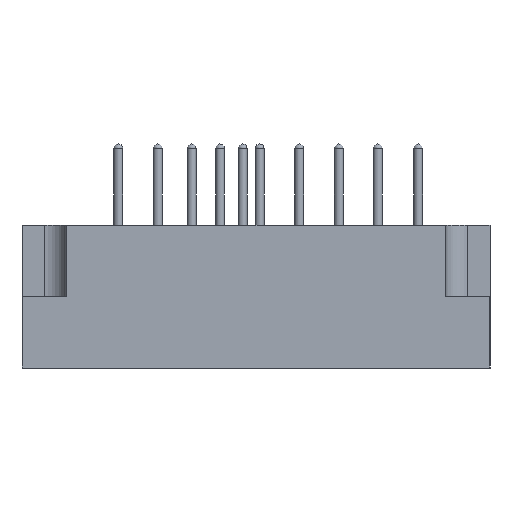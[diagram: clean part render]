
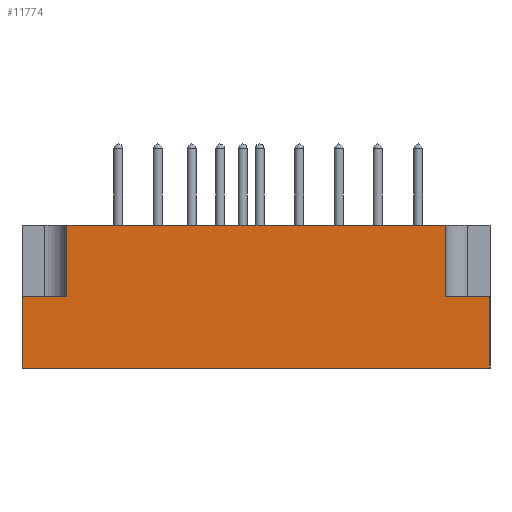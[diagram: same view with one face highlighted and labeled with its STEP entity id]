
A CAD part, left-side view. The second image highlights one B-rep face of the part: STEP entity #11774.
In plain terms, the highlighted planar face has unit normal (-1, 0, 0).
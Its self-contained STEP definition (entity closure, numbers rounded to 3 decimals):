
#134=LINE('',#16370,#564);
#152=LINE('',#16409,#582);
#154=LINE('',#16413,#584);
#155=LINE('',#16415,#585);
#156=LINE('',#16416,#586);
#157=LINE('',#16418,#587);
#158=LINE('',#16420,#588);
#159=LINE('',#16422,#589);
#564=VECTOR('',#12836,1000.);
#582=VECTOR('',#12862,1000.);
#584=VECTOR('',#12866,1000.);
#585=VECTOR('',#12867,1000.);
#586=VECTOR('',#12868,1000.);
#587=VECTOR('',#12869,1000.);
#588=VECTOR('',#12870,1000.);
#589=VECTOR('',#12871,1000.);
#1486=ORIENTED_EDGE('',*,*,#3999,.F.);
#1487=ORIENTED_EDGE('',*,*,#4000,.T.);
#1488=ORIENTED_EDGE('',*,*,#3977,.T.);
#1489=ORIENTED_EDGE('',*,*,#4001,.F.);
#1490=ORIENTED_EDGE('',*,*,#4002,.T.);
#1491=ORIENTED_EDGE('',*,*,#4003,.T.);
#1492=ORIENTED_EDGE('',*,*,#4004,.F.);
#1493=ORIENTED_EDGE('',*,*,#3997,.F.);
#3977=EDGE_CURVE('',#5244,#5243,#134,.T.);
#3997=EDGE_CURVE('',#5260,#5261,#152,.T.);
#3999=EDGE_CURVE('',#5262,#5260,#154,.T.);
#4000=EDGE_CURVE('',#5262,#5244,#155,.T.);
#4001=EDGE_CURVE('',#5263,#5243,#156,.T.);
#4002=EDGE_CURVE('',#5263,#5264,#157,.T.);
#4003=EDGE_CURVE('',#5264,#5265,#158,.T.);
#4004=EDGE_CURVE('',#5261,#5265,#159,.T.);
#5243=VERTEX_POINT('',#16369);
#5244=VERTEX_POINT('',#16371);
#5260=VERTEX_POINT('',#16408);
#5261=VERTEX_POINT('',#16410);
#5262=VERTEX_POINT('',#16414);
#5263=VERTEX_POINT('',#16417);
#5264=VERTEX_POINT('',#16419);
#5265=VERTEX_POINT('',#16421);
#6565=EDGE_LOOP('',(#1486,#1487,#1488,#1489,#1490,#1491,#1492,#1493));
#7203=FACE_BOUND('',#6565,.T.);
#7771=PLANE('',#12318);
#11774=ADVANCED_FACE('',(#7203),#7771,.T.);
#12318=AXIS2_PLACEMENT_3D('',#16412,#12864,#12865);
#12836=DIRECTION('',(0.,1.,0.));
#12862=DIRECTION('',(0.,0.,-1.));
#12864=DIRECTION('',(-1.,0.,0.));
#12865=DIRECTION('',(0.,-1.,0.));
#12866=DIRECTION('',(0.,-1.,0.));
#12867=DIRECTION('',(0.,0.,1.));
#12868=DIRECTION('',(0.,0.,1.));
#12869=DIRECTION('',(0.,1.,0.));
#12870=DIRECTION('',(0.,0.,-1.));
#12871=DIRECTION('',(0.,1.,0.));
#16369=CARTESIAN_POINT('',(-32.5,21.25,8.));
#16370=CARTESIAN_POINT('',(-32.5,-26.25,8.));
#16371=CARTESIAN_POINT('',(-32.5,-21.25,8.));
#16408=CARTESIAN_POINT('',(-32.5,-26.25,0.));
#16409=CARTESIAN_POINT('',(-32.5,-26.25,8.));
#16410=CARTESIAN_POINT('',(-32.5,-26.25,-8.));
#16412=CARTESIAN_POINT('',(-32.5,-26.25,8.));
#16413=CARTESIAN_POINT('',(-32.5,-21.25,0.));
#16414=CARTESIAN_POINT('',(-32.5,-21.25,0.));
#16415=CARTESIAN_POINT('',(-32.5,-21.25,-77.072));
#16416=CARTESIAN_POINT('',(-32.5,21.25,-77.072));
#16417=CARTESIAN_POINT('',(-32.5,21.25,0.));
#16418=CARTESIAN_POINT('',(-32.5,21.25,0.));
#16419=CARTESIAN_POINT('',(-32.5,26.25,0.));
#16420=CARTESIAN_POINT('',(-32.5,26.25,8.));
#16421=CARTESIAN_POINT('',(-32.5,26.25,-8.));
#16422=CARTESIAN_POINT('',(-32.5,-26.25,-8.));
